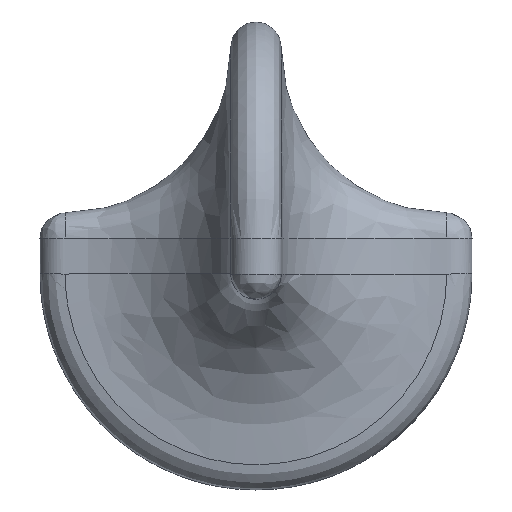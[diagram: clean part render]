
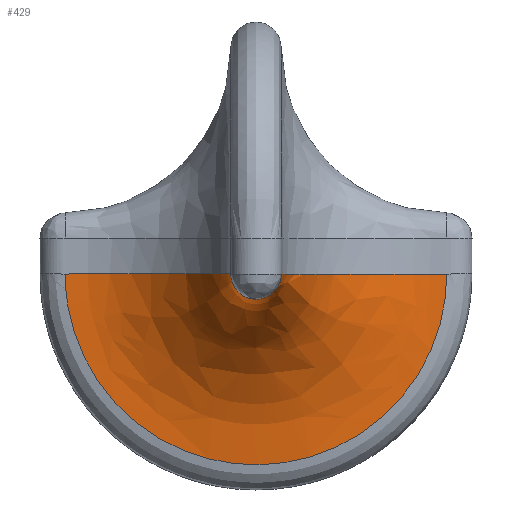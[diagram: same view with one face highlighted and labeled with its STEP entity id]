
A CAD part, front view. The second image highlights one B-rep face of the part: STEP entity #429.
In plain terms, the highlighted free-form (B-spline) face has degree [2, 2] with [5, 3] control points.
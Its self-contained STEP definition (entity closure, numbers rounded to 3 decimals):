
#21 = EDGE_CURVE('',#22,#24,#26,.T.);
#22 = VERTEX_POINT('',#23);
#23 = CARTESIAN_POINT('',(-55.781,-7.367,0.));
#24 = VERTEX_POINT('',#25);
#25 = CARTESIAN_POINT('',(-7.367,-55.781,0.));
#26 = B_SPLINE_CURVE_WITH_KNOTS('',3,(#27,#28,#29,#30,#31,#32,#33,#34,
    #35,#36,#37),.UNSPECIFIED.,.F.,.F.,(4,1,1,1,1,1,1,1,4),(0.,0.125,
    0.25,0.375,0.5,0.625,0.75,0.875,1.),.UNSPECIFIED.);
#27 = CARTESIAN_POINT('',(-55.781,-7.367,0.));
#28 = CARTESIAN_POINT('',(-52.613,-7.367,
    0.));
#29 = CARTESIAN_POINT('',(-46.275,-7.991,
    0.));
#30 = CARTESIAN_POINT('',(-37.135,-10.764,
    0.));
#31 = CARTESIAN_POINT('',(-28.71,-15.267,
    0.));
#32 = CARTESIAN_POINT('',(-21.327,-21.327,
    0.));
#33 = CARTESIAN_POINT('',(-15.267,-28.71,
    0.));
#34 = CARTESIAN_POINT('',(-10.764,-37.135,
    0.));
#35 = CARTESIAN_POINT('',(-7.991,-46.275,
    0.));
#36 = CARTESIAN_POINT('',(-7.367,-52.613,
    0.));
#37 = CARTESIAN_POINT('',(-7.367,-55.781,0.));
#379 = VERTEX_POINT('',#380);
#380 = CARTESIAN_POINT('',(55.781,-7.367,0.));
#394 = EDGE_CURVE('',#379,#22,#395,.T.);
#395 = ( BOUNDED_CURVE() B_SPLINE_CURVE(2,(#396,#397,#398,#399,#400),
.UNSPECIFIED.,.F.,.F.) B_SPLINE_CURVE_WITH_KNOTS((3,2,3),(3.142,
4.712,6.283),.PIECEWISE_BEZIER_KNOTS.) CURVE() 
GEOMETRIC_REPRESENTATION_ITEM() RATIONAL_B_SPLINE_CURVE((1.,
0.707,1.,0.707,1.)) REPRESENTATION_ITEM('') );
#396 = CARTESIAN_POINT('',(55.781,-7.367,
    0.));
#397 = CARTESIAN_POINT('',(55.781,-7.367,
    -55.781));
#398 = CARTESIAN_POINT('',(0.,-7.367,
    -55.781));
#399 = CARTESIAN_POINT('',(-55.781,-7.367,
    -55.781));
#400 = CARTESIAN_POINT('',(-55.781,-7.367,
    0.));
#429 = ADVANCED_FACE('',(#430),#464,.F.);
#430 = FACE_BOUND('',#431,.F.);
#431 = EDGE_LOOP('',(#432,#433,#434,#442,#450));
#432 = ORIENTED_EDGE('',*,*,#394,.T.);
#433 = ORIENTED_EDGE('',*,*,#21,.T.);
#434 = ORIENTED_EDGE('',*,*,#435,.F.);
#435 = EDGE_CURVE('',#436,#24,#438,.T.);
#436 = VERTEX_POINT('',#437);
#437 = CARTESIAN_POINT('',(0.,-55.781,
    -7.367));
#438 = ( BOUNDED_CURVE() B_SPLINE_CURVE(2,(#439,#440,#441),
.UNSPECIFIED.,.F.,.F.) B_SPLINE_CURVE_WITH_KNOTS((3,3),(4.712,
6.283),.PIECEWISE_BEZIER_KNOTS.) CURVE() 
GEOMETRIC_REPRESENTATION_ITEM() RATIONAL_B_SPLINE_CURVE((1.,
0.707,1.)) REPRESENTATION_ITEM('') );
#439 = CARTESIAN_POINT('',(0.,-55.781,
    -7.367));
#440 = CARTESIAN_POINT('',(-7.367,-55.781,
    -7.367));
#441 = CARTESIAN_POINT('',(-7.367,-55.781,
    0.));
#442 = ORIENTED_EDGE('',*,*,#443,.F.);
#443 = EDGE_CURVE('',#444,#436,#446,.T.);
#444 = VERTEX_POINT('',#445);
#445 = CARTESIAN_POINT('',(7.367,-55.781,0.));
#446 = ( BOUNDED_CURVE() B_SPLINE_CURVE(2,(#447,#448,#449),
.UNSPECIFIED.,.F.,.F.) B_SPLINE_CURVE_WITH_KNOTS((3,3),(3.142,
4.712),.PIECEWISE_BEZIER_KNOTS.) CURVE() 
GEOMETRIC_REPRESENTATION_ITEM() RATIONAL_B_SPLINE_CURVE((1.,
0.707,1.)) REPRESENTATION_ITEM('') );
#447 = CARTESIAN_POINT('',(7.367,-55.781,
    0.));
#448 = CARTESIAN_POINT('',(7.367,-55.781,
    -7.367));
#449 = CARTESIAN_POINT('',(0.,-55.781,
    -7.367));
#450 = ORIENTED_EDGE('',*,*,#451,.T.);
#451 = EDGE_CURVE('',#444,#379,#452,.T.);
#452 = B_SPLINE_CURVE_WITH_KNOTS('',3,(#453,#454,#455,#456,#457,#458,
    #459,#460,#461,#462,#463),.UNSPECIFIED.,.F.,.F.,(4,1,1,1,1,1,1,1,4),
  (0.,0.125,0.25,0.375,0.5,0.625,0.75,0.875,1.),.UNSPECIFIED.);
#453 = CARTESIAN_POINT('',(7.367,-55.781,0.));
#454 = CARTESIAN_POINT('',(7.367,-52.613,0.));
#455 = CARTESIAN_POINT('',(7.991,-46.275,0.));
#456 = CARTESIAN_POINT('',(10.764,-37.135,0.));
#457 = CARTESIAN_POINT('',(15.267,-28.71,0.));
#458 = CARTESIAN_POINT('',(21.327,-21.327,0.));
#459 = CARTESIAN_POINT('',(28.71,-15.267,0.));
#460 = CARTESIAN_POINT('',(37.135,-10.764,0.));
#461 = CARTESIAN_POINT('',(46.275,-7.991,0.));
#462 = CARTESIAN_POINT('',(52.613,-7.367,0.));
#463 = CARTESIAN_POINT('',(55.781,-7.367,0.));
#464 = ( BOUNDED_SURFACE() B_SPLINE_SURFACE(2,2,(
    (#465,#466,#467)
    ,(#468,#469,#470)
    ,(#471,#472,#473)
    ,(#474,#475,#476)
    ,(#477,#478,#479
)),.UNSPECIFIED.,.F.,.F.,.F.) B_SPLINE_SURFACE_WITH_KNOTS((3,2,3),(3,3),
  (3.142,4.712,6.283),(1.571,
    3.142),.PIECEWISE_BEZIER_KNOTS.) 
GEOMETRIC_REPRESENTATION_ITEM() RATIONAL_B_SPLINE_SURFACE((
    (1.,0.707,1.)
    ,(0.707,0.5,0.707)
    ,(1.,0.707,1.)
    ,(0.707,0.5,0.707)
,(1.,0.707,1.))) REPRESENTATION_ITEM('') SURFACE() );
#465 = CARTESIAN_POINT('',(55.781,-7.367,
    0.));
#466 = CARTESIAN_POINT('',(7.367,-7.367,
    0.));
#467 = CARTESIAN_POINT('',(7.367,-55.781,
    0.));
#468 = CARTESIAN_POINT('',(55.781,-7.367,
    -55.781));
#469 = CARTESIAN_POINT('',(7.367,-7.367,
    -7.367));
#470 = CARTESIAN_POINT('',(7.367,-55.781,
    -7.367));
#471 = CARTESIAN_POINT('',(0.,-7.367,
    -55.781));
#472 = CARTESIAN_POINT('',(0.,-7.367,
    -7.367));
#473 = CARTESIAN_POINT('',(0.,-55.781,
    -7.367));
#474 = CARTESIAN_POINT('',(-55.781,-7.367,
    -55.781));
#475 = CARTESIAN_POINT('',(-7.367,-7.367,
    -7.367));
#476 = CARTESIAN_POINT('',(-7.367,-55.781,
    -7.367));
#477 = CARTESIAN_POINT('',(-55.781,-7.367,
    0.));
#478 = CARTESIAN_POINT('',(-7.367,-7.367,
    0.));
#479 = CARTESIAN_POINT('',(-7.367,-55.781,
    0.));
